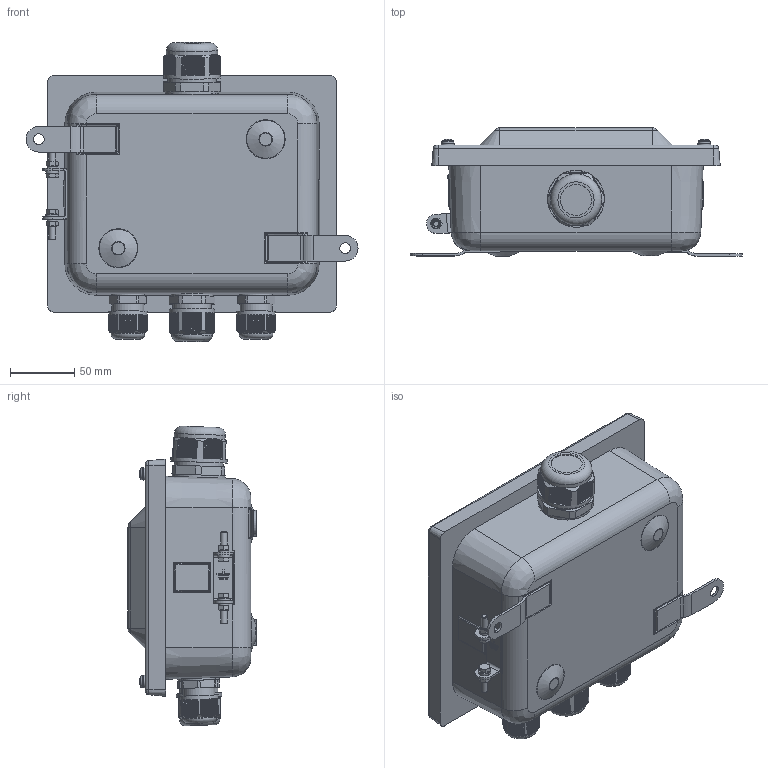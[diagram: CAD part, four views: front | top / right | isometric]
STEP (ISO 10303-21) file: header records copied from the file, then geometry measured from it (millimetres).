
FILE_DESCRIPTION(/* description */ (''),/* implementation_level */ '2;1');
FILE_NAME(/* name */ '',/* time_stamp */ '2023-10-02T13:42:26+07:00',/* author */ ('zeta-09'),/* organization */ (''),/* preprocessor_version */ 'ST-DEVELOPER v19.2',/* originating_system */ 'Autodesk Inventor 2024',/* authorisation */ '');
FILE_SCHEMA (('AUTOMOTIVE_DESIGN { 1 0 10303 214 3 1 1 }'));
Products named in the file (1): Деталь2
Bounding box: 259 x 100 x 233.67 mm (x, y, z)
Volume: 2847615.7 mm3; surface area: 167510.7 mm2
Topology: 24 solids, 24 shells, 2059 faces, 5730 edges, 3761 vertices
Faces by surface type: plane 1090, cylinder 655, bspline 180, cone 82, torus 44, sphere 8
Full cylindrical faces by diameter (mm): 4.567 x2, 5 x4, 5.3 x2, 5.5 x2, 6.7 x2, 8.5 x2, 10 x6, 14.6 x2, 18.7 x1, 24.2 x1, 25 x2, 26 x2, 26.3 x2, 29.8 x1, 30 x2, 31.5 x1, 32.5 x1, 35.6 x1, 38.2 x1, 40 x1, 42 x1, 44.4 x1
Entity records: 73027 total; most frequent: CARTESIAN_POINT 21526, ORIENTED_EDGE 11428, DIRECTION 8936, EDGE_CURVE 5714, VERTEX_POINT 3761, LINE 3048, VECTOR 3048, AXIS2_PLACEMENT_3D 2944
